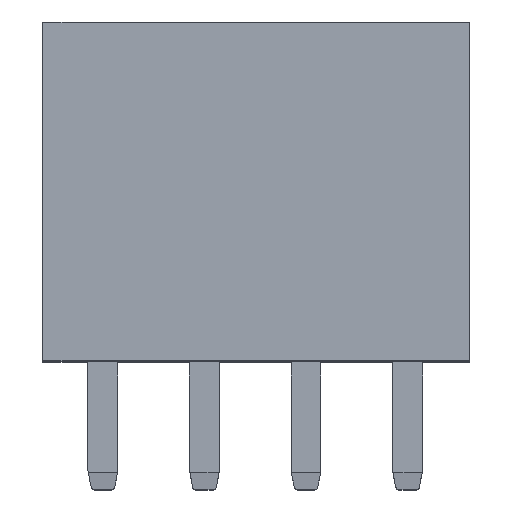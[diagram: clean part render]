
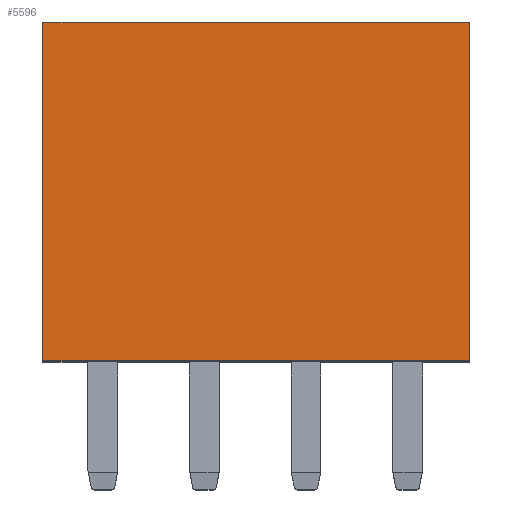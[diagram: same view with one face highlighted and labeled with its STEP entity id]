
A CAD part, top view. The second image highlights one B-rep face of the part: STEP entity #5596.
In plain terms, the highlighted planar face has unit normal (0, 0, 1).
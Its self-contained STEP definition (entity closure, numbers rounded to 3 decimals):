
#55 = PLANE('',#56);
#56 = AXIS2_PLACEMENT_3D('',#57,#58,#59);
#57 = CARTESIAN_POINT('',(-21.2,-3.,8.));
#58 = DIRECTION('',(1.,0.,0.));
#59 = DIRECTION('',(0.,0.,1.));
#1258 = VERTEX_POINT('',#1259);
#1259 = CARTESIAN_POINT('',(-21.2,9.907,15.74));
#1278 = CYLINDRICAL_SURFACE('',#1279,0.02);
#1279 = AXIS2_PLACEMENT_3D('',#1280,#1281,#1282);
#1280 = CARTESIAN_POINT('',(-25.298,9.907,15.72));
#1281 = DIRECTION('',(-1.,0.,0.));
#1282 = DIRECTION('',(0.,0.,1.));
#1290 = EDGE_CURVE('',#1258,#1291,#1293,.T.);
#1291 = VERTEX_POINT('',#1292);
#1292 = CARTESIAN_POINT('',(-21.2,1.447,15.74));
#1293 = SURFACE_CURVE('',#1294,(#1298,#1305),.PCURVE_S1.);
#1294 = LINE('',#1295,#1296);
#1295 = CARTESIAN_POINT('',(-21.2,3.464,15.74));
#1296 = VECTOR('',#1297,1.);
#1297 = DIRECTION('',(0.,-1.,0.));
#1298 = PCURVE('',#55,#1299);
#1299 = DEFINITIONAL_REPRESENTATION('',(#1300),#1304);
#1300 = LINE('',#1301,#1302);
#1301 = CARTESIAN_POINT('',(7.74,-6.464));
#1302 = VECTOR('',#1303,1.);
#1303 = DIRECTION('',(0.,1.));
#1304 = ( GEOMETRIC_REPRESENTATION_CONTEXT(2) 
PARAMETRIC_REPRESENTATION_CONTEXT() REPRESENTATION_CONTEXT('2D SPACE',''
  ) );
#1305 = PCURVE('',#1306,#1311);
#1306 = PLANE('',#1307);
#1307 = AXIS2_PLACEMENT_3D('',#1308,#1309,#1310);
#1308 = CARTESIAN_POINT('',(-31.898,9.927,15.74));
#1309 = DIRECTION('',(0.,0.,-1.));
#1310 = DIRECTION('',(-1.,0.,0.));
#1311 = DEFINITIONAL_REPRESENTATION('',(#1312),#1316);
#1312 = LINE('',#1313,#1314);
#1313 = CARTESIAN_POINT('',(-10.698,-6.464));
#1314 = VECTOR('',#1315,1.);
#1315 = DIRECTION('',(0.,-1.));
#1316 = ( GEOMETRIC_REPRESENTATION_CONTEXT(2) 
PARAMETRIC_REPRESENTATION_CONTEXT() REPRESENTATION_CONTEXT('2D SPACE',''
  ) );
#1335 = CYLINDRICAL_SURFACE('',#1336,0.02);
#1336 = AXIS2_PLACEMENT_3D('',#1337,#1338,#1339);
#1337 = CARTESIAN_POINT('',(-31.898,1.447,15.72));
#1338 = DIRECTION('',(1.,0.,0.));
#1339 = DIRECTION('',(0.,0.,-1.));
#1563 = CYLINDRICAL_SURFACE('',#1564,0.02);
#1564 = AXIS2_PLACEMENT_3D('',#1565,#1566,#1567);
#1565 = CARTESIAN_POINT('',(-31.878,9.927,15.72));
#1566 = DIRECTION('',(0.,-1.,0.));
#1567 = DIRECTION('',(0.,0.,-1.));
#5467 = EDGE_CURVE('',#1291,#5468,#5470,.T.);
#5468 = VERTEX_POINT('',#5469);
#5469 = CARTESIAN_POINT('',(-31.878,1.447,15.74));
#5470 = SURFACE_CURVE('',#5471,(#5475,#5504),.PCURVE_S1.);
#5471 = LINE('',#5472,#5473);
#5472 = CARTESIAN_POINT('',(-31.898,1.447,15.74));
#5473 = VECTOR('',#5474,1.);
#5474 = DIRECTION('',(-1.,0.,0.));
#5475 = PCURVE('',#1335,#5476);
#5476 = DEFINITIONAL_REPRESENTATION('',(#5477),#5503);
#5477 = B_SPLINE_CURVE_WITH_KNOTS('',3,(#5478,#5479,#5480,#5481,#5482,
    #5483,#5484,#5485,#5486,#5487,#5488,#5489,#5490,#5491,#5492,#5493,
    #5494,#5495,#5496,#5497,#5498,#5499,#5500,#5501,#5502),
  .UNSPECIFIED.,.F.,.F.,(4,1,1,1,1,1,1,1,1,1,1,1,1,1,1,1,1,1,1,1,1,1,4),
  (-13.18,-12.582,-11.984,-11.385,
    -10.787,-10.189,-9.591,-8.993,
    -8.395,-7.796,-7.198,-6.6,-6.002
    ,-5.404,-4.805,-4.207,-3.609,
    -3.011,-2.413,-1.815,-1.216,
    -0.618,-0.02),.UNSPECIFIED.);
#5478 = CARTESIAN_POINT('',(3.142,13.18));
#5479 = CARTESIAN_POINT('',(3.142,12.981));
#5480 = CARTESIAN_POINT('',(3.142,12.582));
#5481 = CARTESIAN_POINT('',(3.142,11.984));
#5482 = CARTESIAN_POINT('',(3.142,11.385));
#5483 = CARTESIAN_POINT('',(3.142,10.787));
#5484 = CARTESIAN_POINT('',(3.142,10.189));
#5485 = CARTESIAN_POINT('',(3.142,9.591));
#5486 = CARTESIAN_POINT('',(3.142,8.993));
#5487 = CARTESIAN_POINT('',(3.142,8.395));
#5488 = CARTESIAN_POINT('',(3.142,7.796));
#5489 = CARTESIAN_POINT('',(3.142,7.198));
#5490 = CARTESIAN_POINT('',(3.142,6.6));
#5491 = CARTESIAN_POINT('',(3.142,6.002));
#5492 = CARTESIAN_POINT('',(3.142,5.404));
#5493 = CARTESIAN_POINT('',(3.142,4.805));
#5494 = CARTESIAN_POINT('',(3.142,4.207));
#5495 = CARTESIAN_POINT('',(3.142,3.609));
#5496 = CARTESIAN_POINT('',(3.142,3.011));
#5497 = CARTESIAN_POINT('',(3.142,2.413));
#5498 = CARTESIAN_POINT('',(3.142,1.815));
#5499 = CARTESIAN_POINT('',(3.142,1.216));
#5500 = CARTESIAN_POINT('',(3.142,0.618));
#5501 = CARTESIAN_POINT('',(3.142,0.219));
#5502 = CARTESIAN_POINT('',(3.142,0.02));
#5503 = ( GEOMETRIC_REPRESENTATION_CONTEXT(2) 
PARAMETRIC_REPRESENTATION_CONTEXT() REPRESENTATION_CONTEXT('2D SPACE',''
  ) );
#5504 = PCURVE('',#1306,#5505);
#5505 = DEFINITIONAL_REPRESENTATION('',(#5506),#5510);
#5506 = LINE('',#5507,#5508);
#5507 = CARTESIAN_POINT('',(0.,-8.48));
#5508 = VECTOR('',#5509,1.);
#5509 = DIRECTION('',(1.,0.));
#5510 = ( GEOMETRIC_REPRESENTATION_CONTEXT(2) 
PARAMETRIC_REPRESENTATION_CONTEXT() REPRESENTATION_CONTEXT('2D SPACE',''
  ) );
#5596 = ADVANCED_FACE('',(#5597),#1306,.F.);
#5597 = FACE_BOUND('',#5598,.F.);
#5598 = EDGE_LOOP('',(#5599,#5600,#5645,#5688));
#5599 = ORIENTED_EDGE('',*,*,#5467,.T.);
#5600 = ORIENTED_EDGE('',*,*,#5601,.T.);
#5601 = EDGE_CURVE('',#5468,#5602,#5604,.T.);
#5602 = VERTEX_POINT('',#5603);
#5603 = CARTESIAN_POINT('',(-31.878,9.907,15.74));
#5604 = SURFACE_CURVE('',#5605,(#5609,#5616),.PCURVE_S1.);
#5605 = LINE('',#5606,#5607);
#5606 = CARTESIAN_POINT('',(-31.878,9.927,15.74));
#5607 = VECTOR('',#5608,1.);
#5608 = DIRECTION('',(0.,1.,0.));
#5609 = PCURVE('',#1306,#5610);
#5610 = DEFINITIONAL_REPRESENTATION('',(#5611),#5615);
#5611 = LINE('',#5612,#5613);
#5612 = CARTESIAN_POINT('',(-0.02,0.));
#5613 = VECTOR('',#5614,1.);
#5614 = DIRECTION('',(0.,1.));
#5615 = ( GEOMETRIC_REPRESENTATION_CONTEXT(2) 
PARAMETRIC_REPRESENTATION_CONTEXT() REPRESENTATION_CONTEXT('2D SPACE',''
  ) );
#5616 = PCURVE('',#1563,#5617);
#5617 = DEFINITIONAL_REPRESENTATION('',(#5618),#5644);
#5618 = B_SPLINE_CURVE_WITH_KNOTS('',3,(#5619,#5620,#5621,#5622,#5623,
    #5624,#5625,#5626,#5627,#5628,#5629,#5630,#5631,#5632,#5633,#5634,
    #5635,#5636,#5637,#5638,#5639,#5640,#5641,#5642,#5643),
  .UNSPECIFIED.,.F.,.F.,(4,1,1,1,1,1,1,1,1,1,1,1,1,1,1,1,1,1,1,1,1,1,4),
  (-8.48,-8.095,-7.711,-7.326,-6.942
    ,-6.557,-6.173,-5.788,-5.404,
    -5.019,-4.635,-4.25,-3.865,
    -3.481,-3.096,-2.712,-2.327,
    -1.943,-1.558,-1.174,-0.789,
    -0.405,-0.02),.UNSPECIFIED.);
#5619 = CARTESIAN_POINT('',(3.142,8.48));
#5620 = CARTESIAN_POINT('',(3.142,8.352));
#5621 = CARTESIAN_POINT('',(3.142,8.095));
#5622 = CARTESIAN_POINT('',(3.142,7.711));
#5623 = CARTESIAN_POINT('',(3.142,7.326));
#5624 = CARTESIAN_POINT('',(3.142,6.942));
#5625 = CARTESIAN_POINT('',(3.142,6.557));
#5626 = CARTESIAN_POINT('',(3.142,6.173));
#5627 = CARTESIAN_POINT('',(3.142,5.788));
#5628 = CARTESIAN_POINT('',(3.142,5.404));
#5629 = CARTESIAN_POINT('',(3.142,5.019));
#5630 = CARTESIAN_POINT('',(3.142,4.635));
#5631 = CARTESIAN_POINT('',(3.142,4.25));
#5632 = CARTESIAN_POINT('',(3.142,3.865));
#5633 = CARTESIAN_POINT('',(3.142,3.481));
#5634 = CARTESIAN_POINT('',(3.142,3.096));
#5635 = CARTESIAN_POINT('',(3.142,2.712));
#5636 = CARTESIAN_POINT('',(3.142,2.327));
#5637 = CARTESIAN_POINT('',(3.142,1.943));
#5638 = CARTESIAN_POINT('',(3.142,1.558));
#5639 = CARTESIAN_POINT('',(3.142,1.174));
#5640 = CARTESIAN_POINT('',(3.142,0.789));
#5641 = CARTESIAN_POINT('',(3.142,0.405));
#5642 = CARTESIAN_POINT('',(3.142,0.148));
#5643 = CARTESIAN_POINT('',(3.142,0.02));
#5644 = ( GEOMETRIC_REPRESENTATION_CONTEXT(2) 
PARAMETRIC_REPRESENTATION_CONTEXT() REPRESENTATION_CONTEXT('2D SPACE',''
  ) );
#5645 = ORIENTED_EDGE('',*,*,#5646,.T.);
#5646 = EDGE_CURVE('',#5602,#1258,#5647,.T.);
#5647 = SURFACE_CURVE('',#5648,(#5652,#5659),.PCURVE_S1.);
#5648 = LINE('',#5649,#5650);
#5649 = CARTESIAN_POINT('',(-31.898,9.907,15.74));
#5650 = VECTOR('',#5651,1.);
#5651 = DIRECTION('',(1.,0.,0.));
#5652 = PCURVE('',#1306,#5653);
#5653 = DEFINITIONAL_REPRESENTATION('',(#5654),#5658);
#5654 = LINE('',#5655,#5656);
#5655 = CARTESIAN_POINT('',(0.,-0.02));
#5656 = VECTOR('',#5657,1.);
#5657 = DIRECTION('',(-1.,0.));
#5658 = ( GEOMETRIC_REPRESENTATION_CONTEXT(2) 
PARAMETRIC_REPRESENTATION_CONTEXT() REPRESENTATION_CONTEXT('2D SPACE',''
  ) );
#5659 = PCURVE('',#1278,#5660);
#5660 = DEFINITIONAL_REPRESENTATION('',(#5661),#5687);
#5661 = B_SPLINE_CURVE_WITH_KNOTS('',3,(#5662,#5663,#5664,#5665,#5666,
    #5667,#5668,#5669,#5670,#5671,#5672,#5673,#5674,#5675,#5676,#5677,
    #5678,#5679,#5680,#5681,#5682,#5683,#5684,#5685,#5686),
  .UNSPECIFIED.,.F.,.F.,(4,1,1,1,1,1,1,1,1,1,1,1,1,1,1,1,1,1,1,1,1,1,4),
  (0.02,0.618,1.216,1.815,2.413,
    3.011,3.609,4.207,4.805,
    5.404,6.002,6.6,7.198,7.796,
    8.395,8.993,9.591,10.189,
    10.787,11.385,11.984,12.582,
    13.18),.UNSPECIFIED.);
#5662 = CARTESIAN_POINT('',(0.,6.58));
#5663 = CARTESIAN_POINT('',(0.,6.381));
#5664 = CARTESIAN_POINT('',(0.,5.982));
#5665 = CARTESIAN_POINT('',(0.,5.384));
#5666 = CARTESIAN_POINT('',(0.,4.785));
#5667 = CARTESIAN_POINT('',(0.,4.187));
#5668 = CARTESIAN_POINT('',(0.,3.589));
#5669 = CARTESIAN_POINT('',(0.,2.991));
#5670 = CARTESIAN_POINT('',(0.,2.393));
#5671 = CARTESIAN_POINT('',(0.,1.795));
#5672 = CARTESIAN_POINT('',(0.,1.196));
#5673 = CARTESIAN_POINT('',(0.,0.598));
#5674 = CARTESIAN_POINT('',(0.,0.));
#5675 = CARTESIAN_POINT('',(0.,-0.598));
#5676 = CARTESIAN_POINT('',(0.,-1.196));
#5677 = CARTESIAN_POINT('',(0.,-1.795));
#5678 = CARTESIAN_POINT('',(0.,-2.393));
#5679 = CARTESIAN_POINT('',(0.,-2.991));
#5680 = CARTESIAN_POINT('',(0.,-3.589));
#5681 = CARTESIAN_POINT('',(0.,-4.187));
#5682 = CARTESIAN_POINT('',(0.,-4.785));
#5683 = CARTESIAN_POINT('',(0.,-5.384));
#5684 = CARTESIAN_POINT('',(0.,-5.982));
#5685 = CARTESIAN_POINT('',(0.,-6.381));
#5686 = CARTESIAN_POINT('',(0.,-6.58));
#5687 = ( GEOMETRIC_REPRESENTATION_CONTEXT(2) 
PARAMETRIC_REPRESENTATION_CONTEXT() REPRESENTATION_CONTEXT('2D SPACE',''
  ) );
#5688 = ORIENTED_EDGE('',*,*,#1290,.T.);
